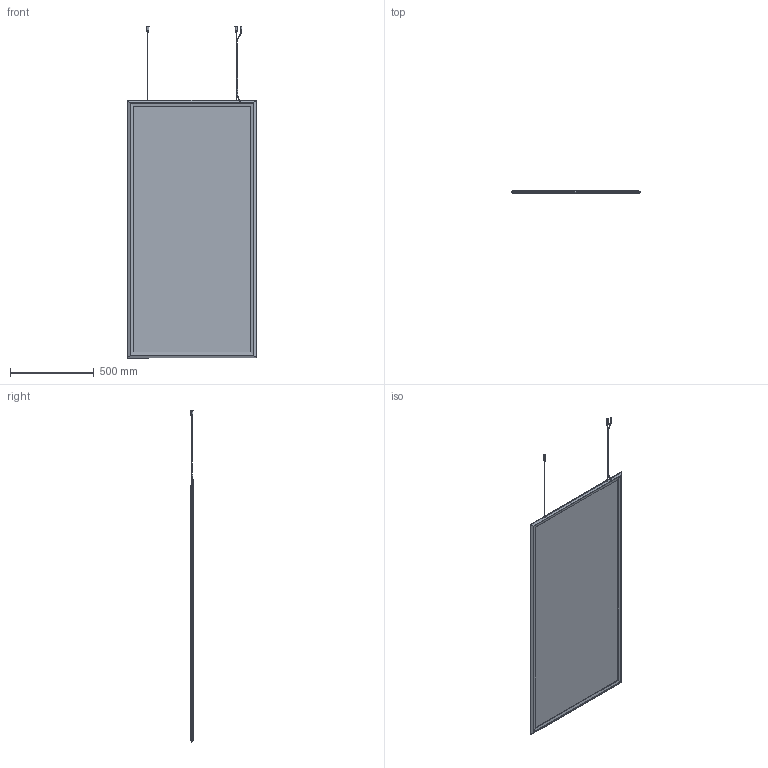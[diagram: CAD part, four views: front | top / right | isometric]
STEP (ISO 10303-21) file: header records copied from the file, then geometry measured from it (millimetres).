
FILE_DESCRIPTION(/* description */ (''),/* implementation_level */ '2;1');
FILE_NAME(/* name */ 'Discovery Rectangular',/* time_stamp */ '2019-10-25T16:19:11+02:00',/* author */ (''),/* organization */ (''),/* preprocessor_version */ 'ST-DEVELOPER v15',/* originating_system */ '',/* authorisation */ '');
FILE_SCHEMA (('AUTOMOTIVE_DESIGN'));
Length unit declared in the file: millimetre
Products named in the file (2): Document; Blocco 01
Assembly tree (1 placements, depth 2):
  Document
    Blocco 01
Bounding box: 770.04 x 19.27 x 1984.38 mm (x, y, z)
Volume: 4405260.2 mm3; surface area: 2597534 mm2
Topology: 7 solids, 15 shells, 295 faces, 741 edges, 467 vertices
Faces by surface type: bspline 211, plane 84
Entity records: 13695 total; most frequent: CARTESIAN_POINT 9348, ORIENTED_EDGE 1452, EDGE_CURVE 738, VERTEX_POINT 465, EDGE_LOOP 317, B_SPLINE_CURVE_WITH_KNOTS 308, ADVANCED_FACE 295, FACE_OUTER_BOUND 295
